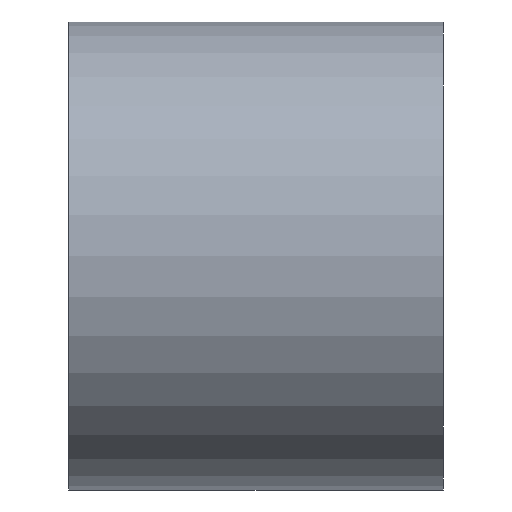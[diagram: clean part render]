
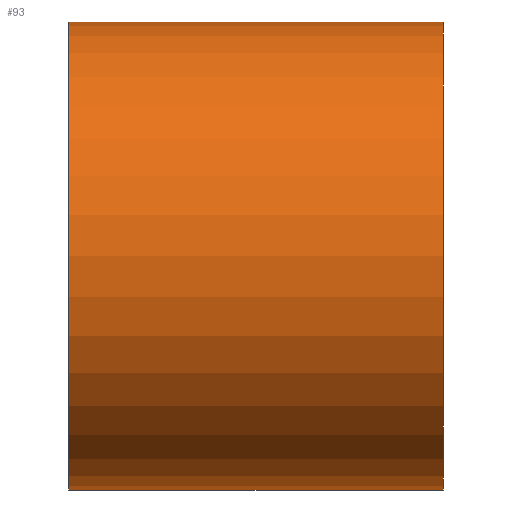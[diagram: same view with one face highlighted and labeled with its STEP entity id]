
A CAD part, left-side view. The second image highlights one B-rep face of the part: STEP entity #93.
In plain terms, the highlighted cylindrical face has radius 2.5 mm (diameter 5 mm), a partial arc.
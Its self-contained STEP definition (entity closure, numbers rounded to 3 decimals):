
#5 = DIRECTION ( 'NONE',  ( 0., 1., 0. ) ) ;
#6 = EDGE_LOOP ( 'NONE', ( #96, #44, #111, #135 ) ) ;
#9 = CARTESIAN_POINT ( 'NONE',  ( 0., 4., 0. ) ) ;
#16 = CARTESIAN_POINT ( 'NONE',  ( 0., 4., -2.5 ) ) ;
#32 = CARTESIAN_POINT ( 'NONE',  ( 0., 0., -2.5 ) ) ;
#38 = CARTESIAN_POINT ( 'NONE',  ( 0., 4., -2.5 ) ) ;
#44 = ORIENTED_EDGE ( 'NONE', *, *, #69, .F. ) ;
#49 = DIRECTION ( 'NONE',  ( 0., -1., 0. ) ) ;
#63 = VERTEX_POINT ( 'NONE', #32 ) ;
#64 = DIRECTION ( 'NONE',  ( 0., 0., 1. ) ) ;
#66 = DIRECTION ( 'NONE',  ( 0., 1., 0. ) ) ;
#67 = DIRECTION ( 'NONE',  ( 0., 0., -1. ) ) ;
#69 = EDGE_CURVE ( 'NONE', #225, #74, #164, .T. ) ;
#73 = LINE ( 'NONE', #16, #242 ) ;
#74 = VERTEX_POINT ( 'NONE', #119 ) ;
#75 = AXIS2_PLACEMENT_3D ( 'NONE', #162, #5, #64 ) ;
#77 = VERTEX_POINT ( 'NONE', #147 ) ;
#84 = DIRECTION ( 'NONE',  ( 0., 0., 1. ) ) ;
#89 = DIRECTION ( 'NONE',  ( 0., -1., 0. ) ) ;
#93 = ADVANCED_FACE ( 'NONE', ( #180 ), #178, .T. ) ;
#96 = ORIENTED_EDGE ( 'NONE', *, *, #172, .F. ) ;
#101 = LINE ( 'NONE', #144, #104 ) ;
#104 = VECTOR ( 'NONE', #123, 1000. ) ;
#111 = ORIENTED_EDGE ( 'NONE', *, *, #184, .T. ) ;
#119 = CARTESIAN_POINT ( 'NONE',  ( 0., 4., 2.5 ) ) ;
#120 = CIRCLE ( 'NONE', #222, 2.5 ) ;
#123 = DIRECTION ( 'NONE',  ( 0., -1., 0. ) ) ;
#135 = ORIENTED_EDGE ( 'NONE', *, *, #239, .T. ) ;
#144 = CARTESIAN_POINT ( 'NONE',  ( 0., 4., 2.5 ) ) ;
#147 = CARTESIAN_POINT ( 'NONE',  ( 0., 0., 2.5 ) ) ;
#162 = CARTESIAN_POINT ( 'NONE',  ( 0., 4., 0. ) ) ;
#164 = CIRCLE ( 'NONE', #75, 2.5 ) ;
#172 = EDGE_CURVE ( 'NONE', #74, #77, #101, .T. ) ;
#178 = CYLINDRICAL_SURFACE ( 'NONE', #221, 2.5 ) ;
#180 = FACE_OUTER_BOUND ( 'NONE', #6, .T. ) ;
#184 = EDGE_CURVE ( 'NONE', #225, #63, #73, .T. ) ;
#205 = CARTESIAN_POINT ( 'NONE',  ( 0., 0., 0. ) ) ;
#221 = AXIS2_PLACEMENT_3D ( 'NONE', #9, #49, #67 ) ;
#222 = AXIS2_PLACEMENT_3D ( 'NONE', #205, #66, #84 ) ;
#225 = VERTEX_POINT ( 'NONE', #38 ) ;
#239 = EDGE_CURVE ( 'NONE', #63, #77, #120, .T. ) ;
#242 = VECTOR ( 'NONE', #89, 1000. ) ;
